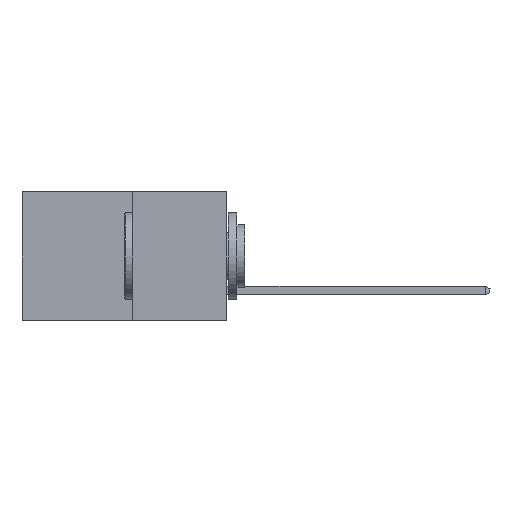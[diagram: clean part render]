
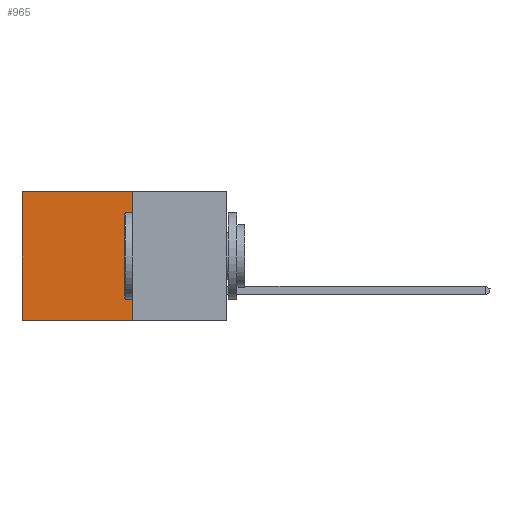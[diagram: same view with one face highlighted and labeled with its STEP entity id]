
A CAD part, left-side view. The second image highlights one B-rep face of the part: STEP entity #965.
In plain terms, the highlighted planar face has unit normal (-1, 0, 0).
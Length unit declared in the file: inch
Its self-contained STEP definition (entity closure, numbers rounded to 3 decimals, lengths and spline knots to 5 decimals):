
#73 = ORIENTED_EDGE ( 'NONE', *, *, #3577, .T. ) ;
#346 = EDGE_CURVE ( 'NONE', #7959, #5898, #8045, .T. ) ;
#390 = ORIENTED_EDGE ( 'NONE', *, *, #581, .F. ) ;
#581 = EDGE_CURVE ( 'NONE', #7959, #9276, #1931, .T. ) ;
#965 = ADVANCED_FACE ( 'NONE', ( #8018 ), #2020, .F. ) ;
#1652 = CARTESIAN_POINT ( 'NONE',  ( 0.277, 0.59, -0.37 ) ) ;
#1688 = DIRECTION ( 'NONE',  ( 0., 1., 0. ) ) ;
#1693 = DIRECTION ( 'NONE',  ( 0., 0., -1. ) ) ;
#1931 = LINE ( 'NONE', #6292, #7597 ) ;
#2001 = DIRECTION ( 'NONE',  ( 0., 0., -1. ) ) ;
#2004 = DIRECTION ( 'NONE',  ( 1., 0., 0. ) ) ;
#2020 = PLANE ( 'NONE',  #9127 ) ;
#2634 = ORIENTED_EDGE ( 'NONE', *, *, #346, .T. ) ;
#3577 = EDGE_CURVE ( 'NONE', #5898, #7300, #8466, .T. ) ;
#3658 = CARTESIAN_POINT ( 'NONE',  ( 0.277, 0.59, -0.37 ) ) ;
#4111 = VECTOR ( 'NONE', #8944, 39.37008 ) ;
#4182 = EDGE_CURVE ( 'NONE', #9276, #7300, #7825, .T. ) ;
#4302 = CARTESIAN_POINT ( 'NONE',  ( 0.277, 0.59, 0. ) ) ;
#5416 = CARTESIAN_POINT ( 'NONE',  ( 0.277, 0.27, -0.37 ) ) ;
#5898 = VERTEX_POINT ( 'NONE', #4302 ) ;
#5912 = VECTOR ( 'NONE', #1688, 39.37008 ) ;
#6282 = DIRECTION ( 'NONE',  ( 0., 0., -1. ) ) ;
#6292 = CARTESIAN_POINT ( 'NONE',  ( 0.277, 0.27, -0.37 ) ) ;
#6309 = CARTESIAN_POINT ( 'NONE',  ( 0.277, 0.27, -0.37 ) ) ;
#7300 = VERTEX_POINT ( 'NONE', #3658 ) ;
#7593 = EDGE_LOOP ( 'NONE', ( #73, #8208, #390, #2634 ) ) ;
#7597 = VECTOR ( 'NONE', #6282, 39.37008 ) ;
#7773 = CARTESIAN_POINT ( 'NONE',  ( 0.277, 0.27, 0. ) ) ;
#7825 = LINE ( 'NONE', #5416, #5912 ) ;
#7959 = VERTEX_POINT ( 'NONE', #8507 ) ;
#8018 = FACE_OUTER_BOUND ( 'NONE', #7593, .T. ) ;
#8045 = LINE ( 'NONE', #7773, #4111 ) ;
#8058 = VECTOR ( 'NONE', #1693, 39.37008 ) ;
#8208 = ORIENTED_EDGE ( 'NONE', *, *, #4182, .F. ) ;
#8466 = LINE ( 'NONE', #1652, #8058 ) ;
#8507 = CARTESIAN_POINT ( 'NONE',  ( 0.277, 0.27, 0. ) ) ;
#8944 = DIRECTION ( 'NONE',  ( 0., 1., 0. ) ) ;
#9127 = AXIS2_PLACEMENT_3D ( 'NONE', #6309, #2004, #2001 ) ;
#9128 = CARTESIAN_POINT ( 'NONE',  ( 0.277, 0.27, -0.37 ) ) ;
#9276 = VERTEX_POINT ( 'NONE', #9128 ) ;
